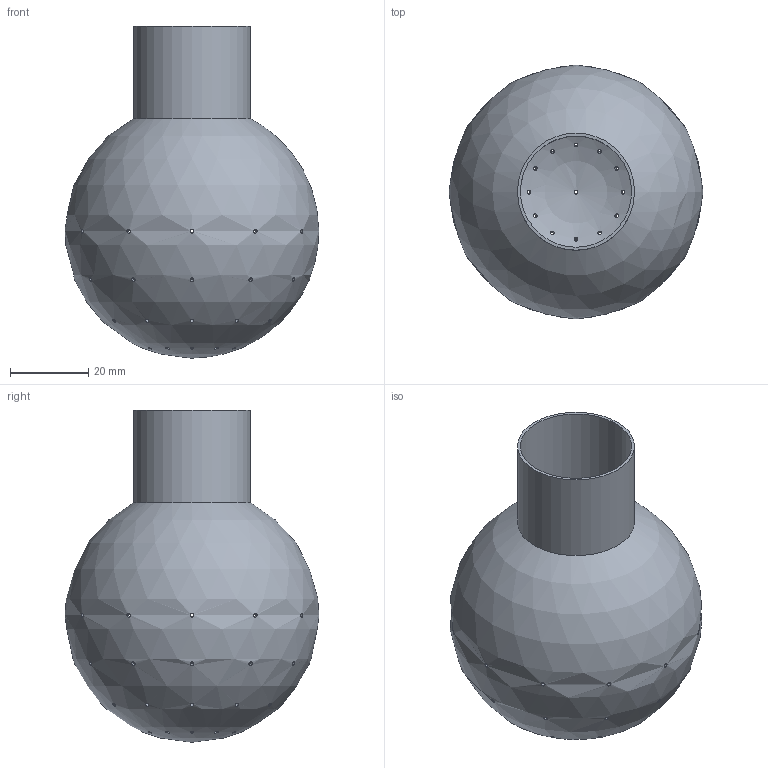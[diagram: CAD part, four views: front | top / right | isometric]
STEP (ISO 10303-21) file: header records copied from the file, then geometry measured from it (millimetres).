
FILE_DESCRIPTION(/* description */ ('5330 Mycí hlavice'),/* implementation_level */ '2;1');
FILE_NAME(/* name */ '27020065000.stp',/* time_stamp */ '2016-01-12T08:41:08+01:00',/* author */ ('Struska'),/* organization */ ('Bupospol'),/* preprocessor_version */ 'ST-DEVELOPER v15.6',/* originating_system */ 'Autodesk Inventor 2015',/* authorisation */ '');
FILE_SCHEMA (('CONFIG_CONTROL_DESIGN'));
Length unit declared in the file: millimetre
Products named in the file (1): 27020065000
Bounding box: 64.99 x 64.99 x 85.09 mm (x, y, z)
Volume: 13781.9 mm3; surface area: 28897.5 mm2
Topology: 1 solids, 1 shells, 55 faces, 174 edges, 113 vertices
Faces by surface type: cylinder 51, plane 2, sphere 2
Full cylindrical faces by diameter (mm): 1 x49, 28.5 x1, 30 x1
Entity records: 1859 total; most frequent: DIRECTION 318, CARTESIAN_POINT 262, EDGE_LOOP 206, ORIENTED_EDGE 206, AXIS2_PLACEMENT_3D 159, FACE_BOUND 151, CIRCLE 103, VERTEX_POINT 103
